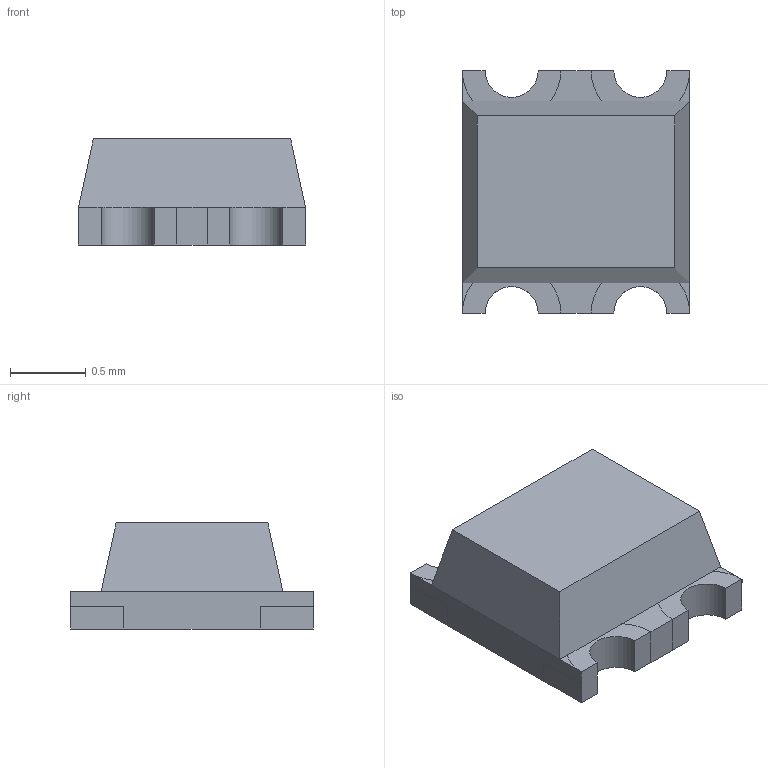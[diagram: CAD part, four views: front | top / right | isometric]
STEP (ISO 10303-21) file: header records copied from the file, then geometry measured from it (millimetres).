
FILE_DESCRIPTION(/* description */ (''),/* implementation_level */ '2;1');
FILE_NAME(/* name */ '0606 - LED - 1.6x1.5mm v3.step',/* time_stamp */ '2019-10-04T12:31:08+01:00',/* author */ (''),/* organization */ (''),/* preprocessor_version */ 'ST-DEVELOPER v18',/* originating_system */ 'Autodesk Translation Framework v8.6.0.1094',/* authorisation */ '');
FILE_SCHEMA (('AUTOMOTIVE_DESIGN { 1 0 10303 214 3 1 1 }'));
Length unit declared in the file: millimetre
Products named in the file (4): 0606 - LED - 1.6x1.5mm; Pins; Body; LED Dome
Assembly tree (3 placements, depth 2):
  0606 - LED - 1.6x1.5mm
    Pins
    Body
    LED Dome
Bounding box: 1.5 x 1.6 x 0.7 mm (x, y, z)
Volume: 1.2 mm3; surface area: 14.1 mm2
Topology: 6 solids, 6 shells, 68 faces, 156 edges, 100 vertices
Faces by surface type: plane 56, cylinder 12
Entity records: 2027 total; most frequent: DIRECTION 332, CARTESIAN_POINT 332, ORIENTED_EDGE 312, EDGE_CURVE 156, LINE 132, VECTOR 132, VERTEX_POINT 100, AXIS2_PLACEMENT_3D 100
